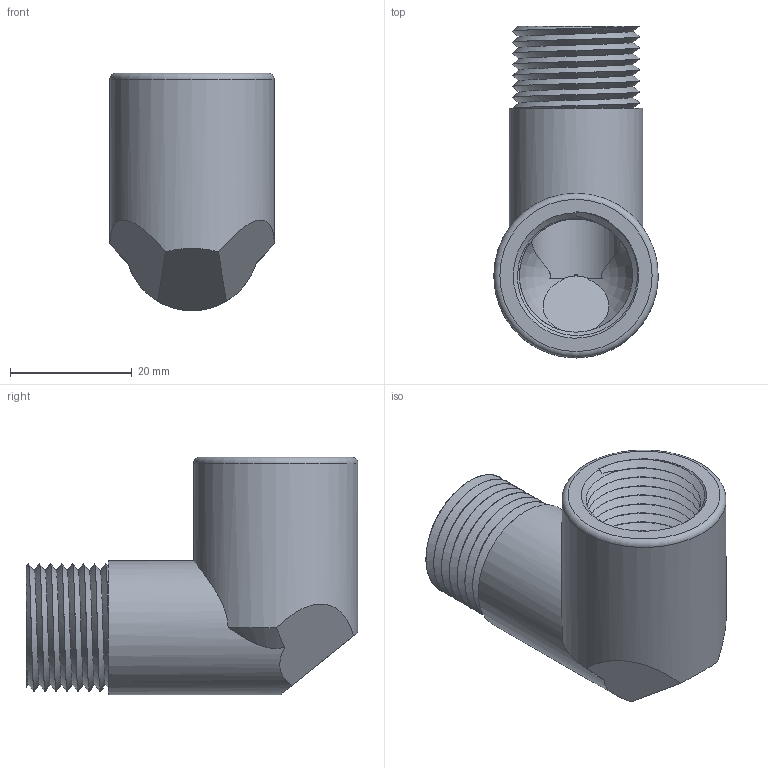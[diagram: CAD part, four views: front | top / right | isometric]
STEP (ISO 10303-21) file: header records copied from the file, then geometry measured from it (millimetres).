
FILE_DESCRIPTION(/* description */ ('Unknown'),/* implementation_level */ '2;1');
FILE_NAME(/* name */ 'R-304 DN15 REV',/* time_stamp */ '2020-10-08T16:51:46+08:00',/* author */ ('Unknown'),/* organization */ ('Unknown'),/* preprocessor_version */ 'ST-DEVELOPER v16.7',/* originating_system */ 'DEX',/* authorisation */ $);
FILE_SCHEMA (('AUTOMOTIVE_DESIGN {1 0 10303 214 3 1 1}'));
Length unit declared in the file: millimetre
Products named in the file (1): R-304 DN15 REV
Bounding box: 27 x 54.5 x 38.99 mm (x, y, z)
Volume: 14656.5 mm3; surface area: 10305.7 mm2
Topology: 1 solids, 1 shells, 41 faces, 162 edges, 123 vertices
Faces by surface type: plane 15, cylinder 14, bspline 4, cone 4, torus 4
Full cylindrical faces by diameter (mm): 14.6 x1, 18.6 x8, 22 x1, 27 x1
Entity records: 6760 total; most frequent: CARTESIAN_POINT 5751, ORIENTED_EDGE 286, EDGE_CURVE 143, DIRECTION 132, VERTEX_POINT 119, AXIS2_PLACEMENT_3D 57, EDGE_LOOP 42, FACE_BOUND 42
